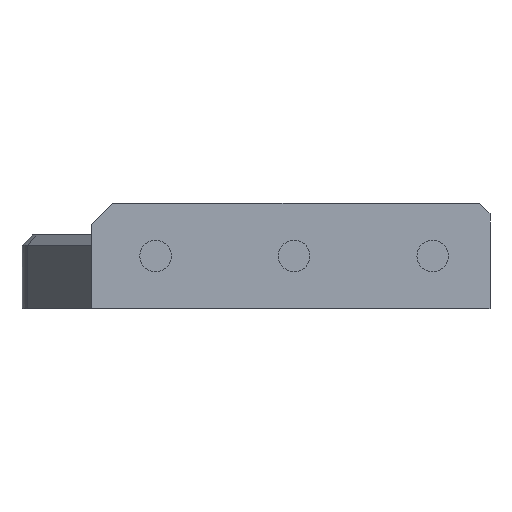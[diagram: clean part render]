
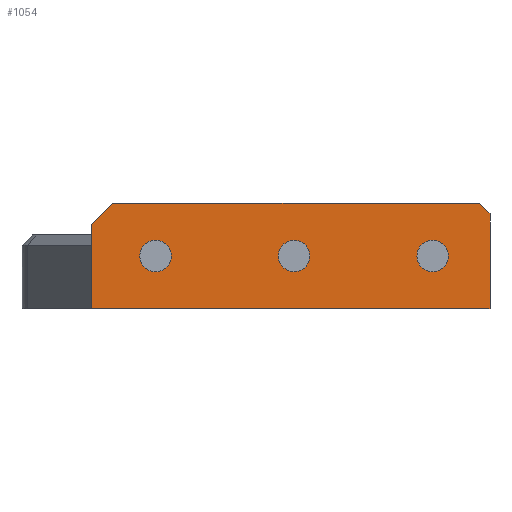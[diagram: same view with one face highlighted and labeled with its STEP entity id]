
A CAD part, front view. The second image highlights one B-rep face of the part: STEP entity #1054.
In plain terms, the highlighted planar face has unit normal (0, -1, 0).
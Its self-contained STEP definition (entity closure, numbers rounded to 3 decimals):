
#20 = DIRECTION ( 'NONE',  ( 0., -1., 0. ) ) ;
#37 = VECTOR ( 'NONE', #1243, 1000. ) ;
#51 = CARTESIAN_POINT ( 'NONE',  ( -13.089, 0., 0. ) ) ;
#65 = CARTESIAN_POINT ( 'NONE',  ( -8.5, 0., 5. ) ) ;
#89 = EDGE_CURVE ( 'NONE', #826, #930, #331, .T. ) ;
#95 = AXIS2_PLACEMENT_3D ( 'NONE', #1441, #1354, #286 ) ;
#102 = CARTESIAN_POINT ( 'NONE',  ( 19.36, 0., 5. ) ) ;
#106 = CARTESIAN_POINT ( 'NONE',  ( 19.36, 0., 5. ) ) ;
#111 = DIRECTION ( 'NONE',  ( 0., -1., 0. ) ) ;
#114 = AXIS2_PLACEMENT_3D ( 'NONE', #1316, #1181, #1531 ) ;
#117 = CIRCLE ( 'NONE', #1536, 1.5 ) ;
#127 = ORIENTED_EDGE ( 'NONE', *, *, #743, .F. ) ;
#129 = DIRECTION ( 'NONE',  ( 0., -1., 0. ) ) ;
#130 = EDGE_CURVE ( 'NONE', #250, #1447, #946, .T. ) ;
#131 = CARTESIAN_POINT ( 'NONE',  ( -13.089, 0., 8. ) ) ;
#137 = EDGE_CURVE ( 'NONE', #564, #1036, #1261, .T. ) ;
#161 = ORIENTED_EDGE ( 'NONE', *, *, #1408, .F. ) ;
#199 = CIRCLE ( 'NONE', #1065, 1.5 ) ;
#212 = CARTESIAN_POINT ( 'NONE',  ( 7.68, 0., 5. ) ) ;
#215 = DIRECTION ( 'NONE',  ( 0., 0., -1. ) ) ;
#226 = VECTOR ( 'NONE', #1331, 1000. ) ;
#234 = CARTESIAN_POINT ( 'NONE',  ( 28.287, 0., 0. ) ) ;
#236 = DIRECTION ( 'NONE',  ( 0., -1., 0. ) ) ;
#250 = VERTEX_POINT ( 'NONE', #1187 ) ;
#271 = LINE ( 'NONE', #1102, #226 ) ;
#286 = DIRECTION ( 'NONE',  ( 1., 0., 0. ) ) ;
#292 = ORIENTED_EDGE ( 'NONE', *, *, #137, .F. ) ;
#328 = EDGE_CURVE ( 'NONE', #1198, #826, #271, .T. ) ;
#331 = LINE ( 'NONE', #776, #37 ) ;
#378 = ORIENTED_EDGE ( 'NONE', *, *, #1080, .T. ) ;
#383 = EDGE_CURVE ( 'NONE', #1298, #1326, #1315, .T. ) ;
#402 = CARTESIAN_POINT ( 'NONE',  ( 24.813, 0., 10. ) ) ;
#403 = CARTESIAN_POINT ( 'NONE',  ( 28.287, 0., 10. ) ) ;
#455 = EDGE_LOOP ( 'NONE', ( #628, #1257 ) ) ;
#481 = CARTESIAN_POINT ( 'NONE',  ( -11.089, 0., 10. ) ) ;
#492 = EDGE_LOOP ( 'NONE', ( #1246, #1334, #1436, #378, #161, #1017 ) ) ;
#504 = EDGE_LOOP ( 'NONE', ( #874, #127 ) ) ;
#564 = VERTEX_POINT ( 'NONE', #212 ) ;
#580 = CARTESIAN_POINT ( 'NONE',  ( 20.86, 0., 5. ) ) ;
#587 = FACE_BOUND ( 'NONE', #504, .T. ) ;
#589 = DIRECTION ( 'NONE',  ( 1., 0., 0. ) ) ;
#628 = ORIENTED_EDGE ( 'NONE', *, *, #682, .F. ) ;
#646 = VERTEX_POINT ( 'NONE', #696 ) ;
#651 = LINE ( 'NONE', #1228, #1434 ) ;
#652 = VERTEX_POINT ( 'NONE', #709 ) ;
#666 = AXIS2_PLACEMENT_3D ( 'NONE', #102, #236, #1526 ) ;
#682 = EDGE_CURVE ( 'NONE', #1447, #250, #117, .T. ) ;
#696 = CARTESIAN_POINT ( 'NONE',  ( 23.813, 0., 10. ) ) ;
#709 = CARTESIAN_POINT ( 'NONE',  ( 24.813, 0., 9. ) ) ;
#721 = VECTOR ( 'NONE', #1035, 1000. ) ;
#743 = EDGE_CURVE ( 'NONE', #1326, #1298, #199, .T. ) ;
#776 = CARTESIAN_POINT ( 'NONE',  ( -13.089, 0., 10. ) ) ;
#811 = FACE_OUTER_BOUND ( 'NONE', #492, .T. ) ;
#826 = VERTEX_POINT ( 'NONE', #131 ) ;
#861 = CARTESIAN_POINT ( 'NONE',  ( -5.5, 0., 5. ) ) ;
#874 = ORIENTED_EDGE ( 'NONE', *, *, #383, .F. ) ;
#889 = CARTESIAN_POINT ( 'NONE',  ( 24.813, 0., 0. ) ) ;
#927 = EDGE_CURVE ( 'NONE', #1198, #646, #1123, .T. ) ;
#930 = VERTEX_POINT ( 'NONE', #51 ) ;
#940 = VECTOR ( 'NONE', #215, 1000. ) ;
#944 = DIRECTION ( 'NONE',  ( 0., 1., 0. ) ) ;
#946 = CIRCLE ( 'NONE', #666, 1.5 ) ;
#1002 = CARTESIAN_POINT ( 'NONE',  ( 4.68, 0., 5. ) ) ;
#1017 = ORIENTED_EDGE ( 'NONE', *, *, #1513, .T. ) ;
#1027 = EDGE_LOOP ( 'NONE', ( #292, #1472 ) ) ;
#1035 = DIRECTION ( 'NONE',  ( 1., 0., 0. ) ) ;
#1036 = VERTEX_POINT ( 'NONE', #1002 ) ;
#1054 = ADVANCED_FACE ( 'NONE', ( #1184, #1419, #587, #811 ), #1060, .F. ) ;
#1060 = PLANE ( 'NONE',  #1395 ) ;
#1065 = AXIS2_PLACEMENT_3D ( 'NONE', #1337, #20, #1460 ) ;
#1080 = EDGE_CURVE ( 'NONE', #930, #1505, #1300, .T. ) ;
#1102 = CARTESIAN_POINT ( 'NONE',  ( -11.089, 0., 10. ) ) ;
#1116 = CIRCLE ( 'NONE', #1517, 1.5 ) ;
#1121 = DIRECTION ( 'NONE',  ( -0.707, 0., 0.707 ) ) ;
#1123 = LINE ( 'NONE', #403, #1295 ) ;
#1168 = EDGE_CURVE ( 'NONE', #1036, #564, #1116, .T. ) ;
#1181 = DIRECTION ( 'NONE',  ( 0., -1., 0. ) ) ;
#1184 = FACE_BOUND ( 'NONE', #1027, .T. ) ;
#1187 = CARTESIAN_POINT ( 'NONE',  ( 17.86, 0., 5. ) ) ;
#1196 = CARTESIAN_POINT ( 'NONE',  ( 6.18, 0., 5. ) ) ;
#1198 = VERTEX_POINT ( 'NONE', #481 ) ;
#1203 = DIRECTION ( 'NONE',  ( 1., 0., 0. ) ) ;
#1228 = CARTESIAN_POINT ( 'NONE',  ( 23.813, 0., 10. ) ) ;
#1243 = DIRECTION ( 'NONE',  ( 0., 0., -1. ) ) ;
#1246 = ORIENTED_EDGE ( 'NONE', *, *, #927, .F. ) ;
#1257 = ORIENTED_EDGE ( 'NONE', *, *, #130, .F. ) ;
#1261 = CIRCLE ( 'NONE', #114, 1.5 ) ;
#1295 = VECTOR ( 'NONE', #1475, 1000. ) ;
#1298 = VERTEX_POINT ( 'NONE', #861 ) ;
#1300 = LINE ( 'NONE', #234, #721 ) ;
#1315 = CIRCLE ( 'NONE', #95, 1.5 ) ;
#1316 = CARTESIAN_POINT ( 'NONE',  ( 6.18, 0., 5. ) ) ;
#1326 = VERTEX_POINT ( 'NONE', #65 ) ;
#1331 = DIRECTION ( 'NONE',  ( -0.707, 0., -0.707 ) ) ;
#1334 = ORIENTED_EDGE ( 'NONE', *, *, #328, .T. ) ;
#1337 = CARTESIAN_POINT ( 'NONE',  ( -7., 0., 5. ) ) ;
#1354 = DIRECTION ( 'NONE',  ( 0., -1., 0. ) ) ;
#1395 = AXIS2_PLACEMENT_3D ( 'NONE', #1402, #944, #1410 ) ;
#1399 = LINE ( 'NONE', #402, #940 ) ;
#1402 = CARTESIAN_POINT ( 'NONE',  ( 28.287, 0., 10. ) ) ;
#1408 = EDGE_CURVE ( 'NONE', #652, #1505, #1399, .T. ) ;
#1410 = DIRECTION ( 'NONE',  ( -1., 0., 0. ) ) ;
#1419 = FACE_BOUND ( 'NONE', #455, .T. ) ;
#1434 = VECTOR ( 'NONE', #1121, 1000. ) ;
#1436 = ORIENTED_EDGE ( 'NONE', *, *, #89, .T. ) ;
#1441 = CARTESIAN_POINT ( 'NONE',  ( -7., 0., 5. ) ) ;
#1447 = VERTEX_POINT ( 'NONE', #580 ) ;
#1460 = DIRECTION ( 'NONE',  ( 1., 0., 0. ) ) ;
#1472 = ORIENTED_EDGE ( 'NONE', *, *, #1168, .F. ) ;
#1475 = DIRECTION ( 'NONE',  ( 1., 0., 0. ) ) ;
#1505 = VERTEX_POINT ( 'NONE', #889 ) ;
#1513 = EDGE_CURVE ( 'NONE', #652, #646, #651, .T. ) ;
#1517 = AXIS2_PLACEMENT_3D ( 'NONE', #1196, #129, #1203 ) ;
#1526 = DIRECTION ( 'NONE',  ( 1., 0., 0. ) ) ;
#1531 = DIRECTION ( 'NONE',  ( 1., 0., 0. ) ) ;
#1536 = AXIS2_PLACEMENT_3D ( 'NONE', #106, #111, #589 ) ;
